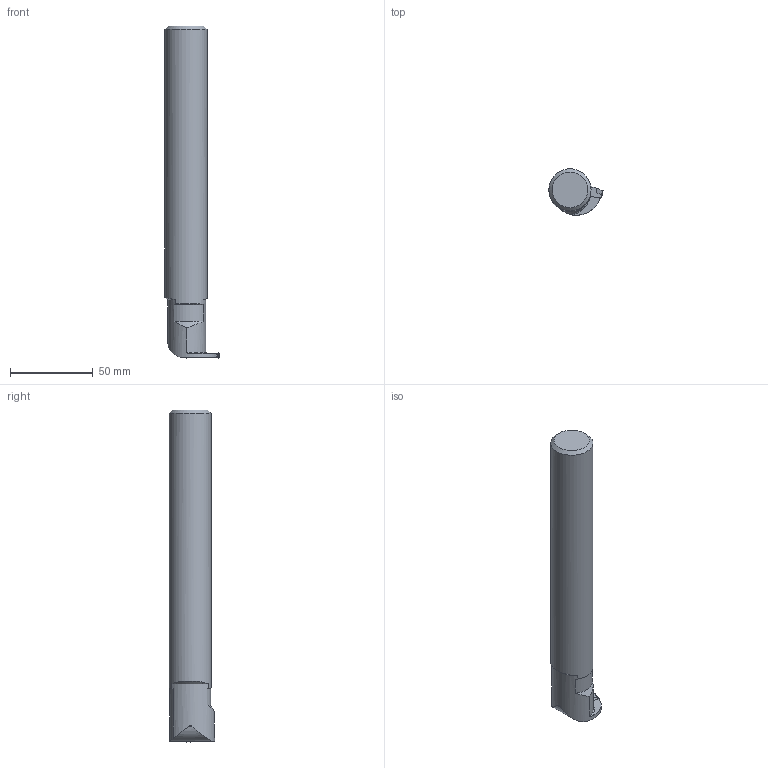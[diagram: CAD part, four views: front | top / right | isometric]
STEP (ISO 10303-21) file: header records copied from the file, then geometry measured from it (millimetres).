
FILE_DESCRIPTION(/* description */ (''),/* implementation_level */ '2;1');
FILE_NAME(/* name */ '1553684185596.stp',/* time_stamp */ '2019-03-27T16:27:06+06:00',/* author */ (''),/* organization */ ('SMS'),/* preprocessor_version */ 'ST-DEVELOPER v15',/* originating_system */ 'SIEMENS PLM Software NX 8.5',/* authorisation */ '');
FILE_SCHEMA (('AUTOMOTIVE_DESIGN { 1 0 10303 214 3 1 1 1 }'));
Length unit declared in the file: millimetre
Products named in the file (4): ASSEMBLY_CONSTRUCTION; 201539465mod000_00; 201703375mod000_00; 201703373mod000_00
Assembly tree (3 placements, depth 2):
  201703373mod000_00
    201703375mod000_00
    201539465mod000_00
    ASSEMBLY_CONSTRUCTION
Bounding box: 32.65 x 27.68 x 200.02 mm (x, y, z)
Volume: 99663.2 mm3; surface area: 17237.1 mm2
Topology: 2 solids, 2 shells, 61 faces, 173 edges, 121 vertices
Faces by surface type: plane 29, cylinder 12, bspline 12, cone 6, torus 1, sphere 1
Full cylindrical faces by diameter (mm): 25.4 x1
Entity records: 2495 total; most frequent: CARTESIAN_POINT 893, ORIENTED_EDGE 334, DIRECTION 256, EDGE_CURVE 167, VERTEX_POINT 112, AXIS2_PLACEMENT_3D 88, LINE 80, VECTOR 80
